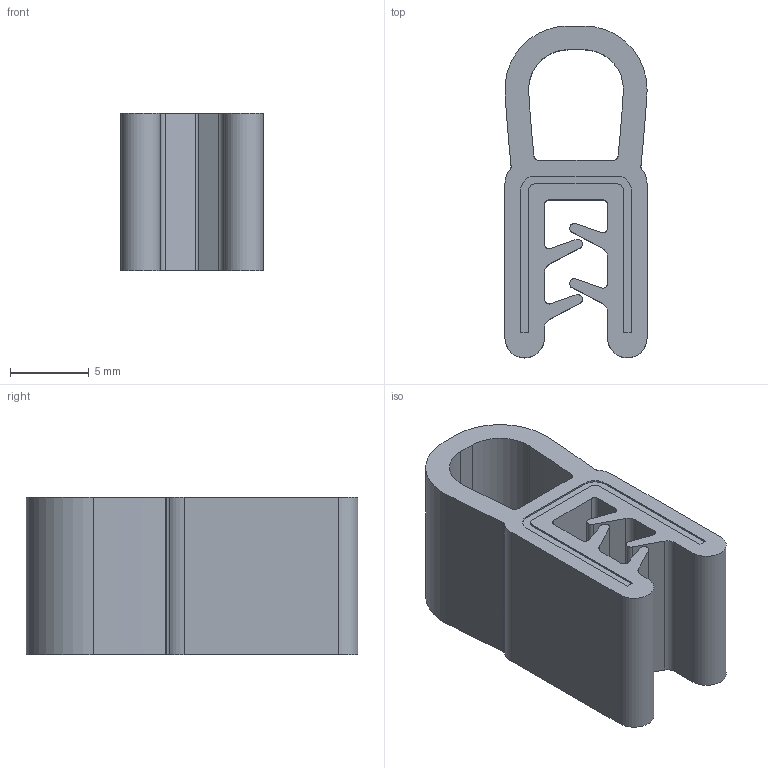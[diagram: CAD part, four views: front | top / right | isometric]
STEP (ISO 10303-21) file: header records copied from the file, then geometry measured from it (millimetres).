
FILE_DESCRIPTION (( 'STEP AP214' ), '1' );
FILE_NAME ('427030_Industrilas.step', '2025-09-02T13:00:16', ( '' ), ( '' ), 'SwSTEP 2.0', 'SolidWorks 2010', '' );
FILE_SCHEMA (( 'AUTOMOTIVE_DESIGN' ));
Length unit declared in the file: millimetre
Products named in the file (1): 427030_Industrilas
Bounding box: 9 x 21 x 10 mm (x, y, z)
Volume: 1085.5 mm3; surface area: 1368.7 mm2
Topology: 1 solids, 1 shells, 83 faces, 237 edges, 158 vertices
Faces by surface type: cylinder 43, plane 40
Entity records: 3688 total; most frequent: DIRECTION 491, CARTESIAN_POINT 479, ORIENTED_EDGE 474, EDGE_CURVE 237, AXIS2_PLACEMENT_3D 170, VERTEX_POINT 158, LINE 151, VECTOR 151
